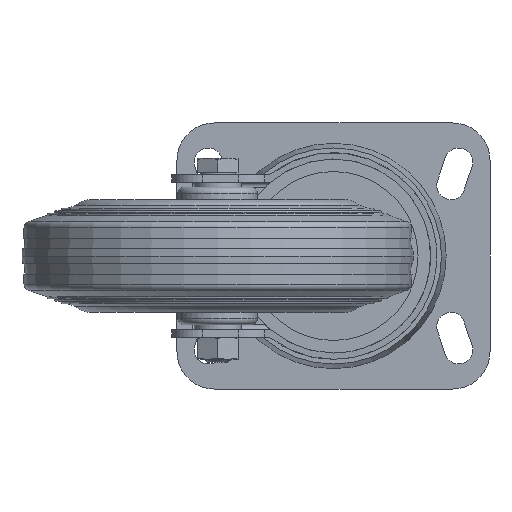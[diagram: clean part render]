
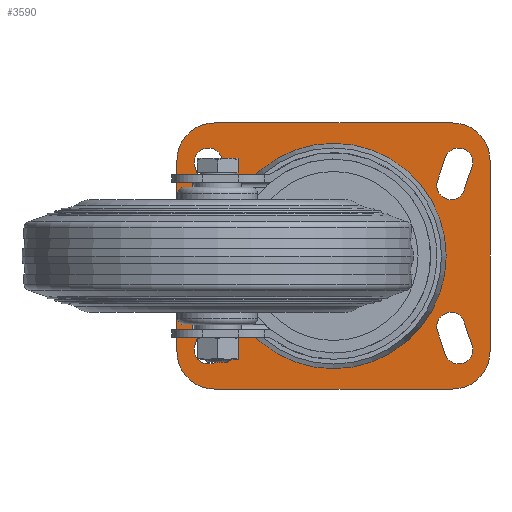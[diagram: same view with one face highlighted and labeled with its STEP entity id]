
A CAD part, front view. The second image highlights one B-rep face of the part: STEP entity #3590.
In plain terms, the highlighted planar face has unit normal (0, -1, 0).
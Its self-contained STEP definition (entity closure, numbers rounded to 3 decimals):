
#247=FACE_BOUND('',#857,.T.);
#248=FACE_BOUND('',#858,.T.);
#249=FACE_BOUND('',#859,.T.);
#250=FACE_BOUND('',#860,.T.);
#251=FACE_BOUND('',#861,.T.);
#421=CIRCLE('',#4148,12.);
#422=CIRCLE('',#4149,12.);
#423=CIRCLE('',#4150,12.);
#424=CIRCLE('',#4151,12.);
#425=CIRCLE('',#4152,35.372);
#426=CIRCLE('',#4153,4.5);
#427=CIRCLE('',#4154,4.5);
#428=CIRCLE('',#4155,4.5);
#429=CIRCLE('',#4156,4.5);
#430=CIRCLE('',#4157,4.5);
#431=CIRCLE('',#4158,4.5);
#432=CIRCLE('',#4159,4.5);
#433=CIRCLE('',#4160,4.5);
#609=FACE_OUTER_BOUND('',#856,.T.);
#856=EDGE_LOOP('',(#2777,#2778,#2779,#2780,#2781,#2782,#2783,#2784));
#857=EDGE_LOOP('',(#2785));
#858=EDGE_LOOP('',(#2786,#2787,#2788,#2789));
#859=EDGE_LOOP('',(#2790,#2791,#2792,#2793));
#860=EDGE_LOOP('',(#2794,#2795,#2796,#2797));
#861=EDGE_LOOP('',(#2798,#2799,#2800,#2801));
#1092=LINE('',#6118,#1315);
#1093=LINE('',#6122,#1316);
#1094=LINE('',#6126,#1317);
#1095=LINE('',#6129,#1318);
#1096=LINE('',#6134,#1319);
#1097=LINE('',#6138,#1320);
#1098=LINE('',#6142,#1321);
#1099=LINE('',#6146,#1322);
#1100=LINE('',#6150,#1323);
#1101=LINE('',#6154,#1324);
#1102=LINE('',#6158,#1325);
#1103=LINE('',#6162,#1326);
#1315=VECTOR('',#5032,1000.);
#1316=VECTOR('',#5035,1000.);
#1317=VECTOR('',#5038,1000.);
#1318=VECTOR('',#5041,1000.);
#1319=VECTOR('',#5044,1000.);
#1320=VECTOR('',#5047,1000.);
#1321=VECTOR('',#5050,1000.);
#1322=VECTOR('',#5053,1000.);
#1323=VECTOR('',#5056,1000.);
#1324=VECTOR('',#5059,1000.);
#1325=VECTOR('',#5062,1000.);
#1326=VECTOR('',#5065,1000.);
#1609=VERTEX_POINT('',#6114);
#1610=VERTEX_POINT('',#6115);
#1611=VERTEX_POINT('',#6117);
#1612=VERTEX_POINT('',#6119);
#1613=VERTEX_POINT('',#6121);
#1614=VERTEX_POINT('',#6123);
#1615=VERTEX_POINT('',#6125);
#1616=VERTEX_POINT('',#6127);
#1617=VERTEX_POINT('',#6130);
#1618=VERTEX_POINT('',#6132);
#1619=VERTEX_POINT('',#6133);
#1620=VERTEX_POINT('',#6135);
#1621=VERTEX_POINT('',#6137);
#1622=VERTEX_POINT('',#6140);
#1623=VERTEX_POINT('',#6141);
#1624=VERTEX_POINT('',#6143);
#1625=VERTEX_POINT('',#6145);
#1626=VERTEX_POINT('',#6148);
#1627=VERTEX_POINT('',#6149);
#1628=VERTEX_POINT('',#6151);
#1629=VERTEX_POINT('',#6153);
#1630=VERTEX_POINT('',#6156);
#1631=VERTEX_POINT('',#6157);
#1632=VERTEX_POINT('',#6159);
#1633=VERTEX_POINT('',#6161);
#2024=EDGE_CURVE('',#1609,#1610,#421,.T.);
#2025=EDGE_CURVE('',#1611,#1609,#1092,.T.);
#2026=EDGE_CURVE('',#1612,#1611,#422,.T.);
#2027=EDGE_CURVE('',#1613,#1612,#1093,.T.);
#2028=EDGE_CURVE('',#1614,#1613,#423,.T.);
#2029=EDGE_CURVE('',#1615,#1614,#1094,.T.);
#2030=EDGE_CURVE('',#1616,#1615,#424,.T.);
#2031=EDGE_CURVE('',#1610,#1616,#1095,.T.);
#2032=EDGE_CURVE('',#1617,#1617,#425,.T.);
#2033=EDGE_CURVE('',#1618,#1619,#1096,.T.);
#2034=EDGE_CURVE('',#1619,#1620,#426,.T.);
#2035=EDGE_CURVE('',#1620,#1621,#1097,.T.);
#2036=EDGE_CURVE('',#1621,#1618,#427,.T.);
#2037=EDGE_CURVE('',#1622,#1623,#1098,.T.);
#2038=EDGE_CURVE('',#1623,#1624,#428,.T.);
#2039=EDGE_CURVE('',#1624,#1625,#1099,.T.);
#2040=EDGE_CURVE('',#1625,#1622,#429,.T.);
#2041=EDGE_CURVE('',#1626,#1627,#1100,.T.);
#2042=EDGE_CURVE('',#1627,#1628,#430,.T.);
#2043=EDGE_CURVE('',#1628,#1629,#1101,.T.);
#2044=EDGE_CURVE('',#1629,#1626,#431,.T.);
#2045=EDGE_CURVE('',#1630,#1631,#1102,.T.);
#2046=EDGE_CURVE('',#1631,#1632,#432,.T.);
#2047=EDGE_CURVE('',#1632,#1633,#1103,.T.);
#2048=EDGE_CURVE('',#1633,#1630,#433,.T.);
#2777=ORIENTED_EDGE('',*,*,#2024,.F.);
#2778=ORIENTED_EDGE('',*,*,#2025,.F.);
#2779=ORIENTED_EDGE('',*,*,#2026,.F.);
#2780=ORIENTED_EDGE('',*,*,#2027,.F.);
#2781=ORIENTED_EDGE('',*,*,#2028,.F.);
#2782=ORIENTED_EDGE('',*,*,#2029,.F.);
#2783=ORIENTED_EDGE('',*,*,#2030,.F.);
#2784=ORIENTED_EDGE('',*,*,#2031,.F.);
#2785=ORIENTED_EDGE('',*,*,#2032,.T.);
#2786=ORIENTED_EDGE('',*,*,#2033,.T.);
#2787=ORIENTED_EDGE('',*,*,#2034,.T.);
#2788=ORIENTED_EDGE('',*,*,#2035,.T.);
#2789=ORIENTED_EDGE('',*,*,#2036,.T.);
#2790=ORIENTED_EDGE('',*,*,#2037,.T.);
#2791=ORIENTED_EDGE('',*,*,#2038,.T.);
#2792=ORIENTED_EDGE('',*,*,#2039,.T.);
#2793=ORIENTED_EDGE('',*,*,#2040,.T.);
#2794=ORIENTED_EDGE('',*,*,#2041,.T.);
#2795=ORIENTED_EDGE('',*,*,#2042,.T.);
#2796=ORIENTED_EDGE('',*,*,#2043,.T.);
#2797=ORIENTED_EDGE('',*,*,#2044,.T.);
#2798=ORIENTED_EDGE('',*,*,#2045,.T.);
#2799=ORIENTED_EDGE('',*,*,#2046,.T.);
#2800=ORIENTED_EDGE('',*,*,#2047,.T.);
#2801=ORIENTED_EDGE('',*,*,#2048,.T.);
#3246=PLANE('',#4147);
#3590=ADVANCED_FACE('',(#609,#247,#248,#249,#250,#251),#3246,.F.);
#4147=AXIS2_PLACEMENT_3D('',#6113,#5028,#5029);
#4148=AXIS2_PLACEMENT_3D('',#6116,#5030,#5031);
#4149=AXIS2_PLACEMENT_3D('',#6120,#5033,#5034);
#4150=AXIS2_PLACEMENT_3D('',#6124,#5036,#5037);
#4151=AXIS2_PLACEMENT_3D('',#6128,#5039,#5040);
#4152=AXIS2_PLACEMENT_3D('',#6131,#5042,#5043);
#4153=AXIS2_PLACEMENT_3D('',#6136,#5045,#5046);
#4154=AXIS2_PLACEMENT_3D('',#6139,#5048,#5049);
#4155=AXIS2_PLACEMENT_3D('',#6144,#5051,#5052);
#4156=AXIS2_PLACEMENT_3D('',#6147,#5054,#5055);
#4157=AXIS2_PLACEMENT_3D('',#6152,#5057,#5058);
#4158=AXIS2_PLACEMENT_3D('',#6155,#5060,#5061);
#4159=AXIS2_PLACEMENT_3D('',#6160,#5063,#5064);
#4160=AXIS2_PLACEMENT_3D('',#6163,#5066,#5067);
#5028=DIRECTION('center_axis',(0.,1.,0.));
#5029=DIRECTION('ref_axis',(0.,0.,1.));
#5030=DIRECTION('center_axis',(0.,1.,0.));
#5031=DIRECTION('ref_axis',(1.,0.,0.));
#5032=DIRECTION('',(-1.,0.,0.));
#5033=DIRECTION('center_axis',(0.,1.,0.));
#5034=DIRECTION('ref_axis',(1.,0.,0.));
#5035=DIRECTION('',(0.,0.,-1.));
#5036=DIRECTION('center_axis',(0.,1.,0.));
#5037=DIRECTION('ref_axis',(1.,0.,0.));
#5038=DIRECTION('',(1.,0.,0.));
#5039=DIRECTION('center_axis',(0.,1.,0.));
#5040=DIRECTION('ref_axis',(1.,0.,0.));
#5041=DIRECTION('',(0.,0.,1.));
#5042=DIRECTION('center_axis',(0.,1.,0.));
#5043=DIRECTION('ref_axis',(0.,0.,1.));
#5044=DIRECTION('',(-0.316,0.,0.949));
#5045=DIRECTION('center_axis',(0.,1.,0.));
#5046=DIRECTION('ref_axis',(1.,0.,0.));
#5047=DIRECTION('',(0.316,0.,-0.949));
#5048=DIRECTION('center_axis',(0.,1.,0.));
#5049=DIRECTION('ref_axis',(1.,0.,0.));
#5050=DIRECTION('',(-0.316,0.,-0.949));
#5051=DIRECTION('center_axis',(0.,1.,0.));
#5052=DIRECTION('ref_axis',(1.,0.,0.));
#5053=DIRECTION('',(0.316,0.,0.949));
#5054=DIRECTION('center_axis',(0.,1.,0.));
#5055=DIRECTION('ref_axis',(1.,0.,0.));
#5056=DIRECTION('',(-0.316,0.,0.949));
#5057=DIRECTION('center_axis',(0.,1.,0.));
#5058=DIRECTION('ref_axis',(1.,0.,0.));
#5059=DIRECTION('',(0.316,0.,-0.949));
#5060=DIRECTION('center_axis',(0.,1.,0.));
#5061=DIRECTION('ref_axis',(1.,0.,0.));
#5062=DIRECTION('',(-0.316,0.,-0.949));
#5063=DIRECTION('center_axis',(0.,1.,0.));
#5064=DIRECTION('ref_axis',(1.,0.,0.));
#5065=DIRECTION('',(0.316,0.,0.949));
#5066=DIRECTION('center_axis',(0.,1.,0.));
#5067=DIRECTION('ref_axis',(1.,0.,0.));
#6113=CARTESIAN_POINT('Origin',(-1.,91.,-30.5));
#6114=CARTESIAN_POINT('',(-1.,91.,-42.5));
#6115=CARTESIAN_POINT('',(-13.,91.,-30.5));
#6116=CARTESIAN_POINT('Origin',(-1.,91.,-30.5));
#6117=CARTESIAN_POINT('',(75.,91.,-42.5));
#6118=CARTESIAN_POINT('',(75.,91.,-42.5));
#6119=CARTESIAN_POINT('',(87.,91.,-30.5));
#6120=CARTESIAN_POINT('Origin',(75.,91.,-30.5));
#6121=CARTESIAN_POINT('',(87.,91.,30.5));
#6122=CARTESIAN_POINT('',(87.,91.,30.5));
#6123=CARTESIAN_POINT('',(75.,91.,42.5));
#6124=CARTESIAN_POINT('Origin',(75.,91.,30.5));
#6125=CARTESIAN_POINT('',(-1.,91.,42.5));
#6126=CARTESIAN_POINT('',(-1.,91.,42.5));
#6127=CARTESIAN_POINT('',(-13.,91.,30.5));
#6128=CARTESIAN_POINT('Origin',(-1.,91.,30.5));
#6129=CARTESIAN_POINT('',(-13.,91.,-30.5));
#6130=CARTESIAN_POINT('',(37.,91.,-35.372));
#6131=CARTESIAN_POINT('Origin',(37.,91.,0.));
#6132=CARTESIAN_POINT('',(-4.769,91.,21.077));
#6133=CARTESIAN_POINT('',(-7.269,91.,28.577));
#6134=CARTESIAN_POINT('',(-4.769,91.,21.077));
#6135=CARTESIAN_POINT('',(1.269,91.,31.423));
#6136=CARTESIAN_POINT('Origin',(-3.,91.,30.));
#6137=CARTESIAN_POINT('',(3.769,91.,23.923));
#6138=CARTESIAN_POINT('',(1.269,91.,31.423));
#6139=CARTESIAN_POINT('Origin',(-0.5,91.,22.5));
#6140=CARTESIAN_POINT('',(3.769,91.,-23.923));
#6141=CARTESIAN_POINT('',(1.269,91.,-31.423));
#6142=CARTESIAN_POINT('',(3.769,91.,-23.923));
#6143=CARTESIAN_POINT('',(-7.269,91.,-28.577));
#6144=CARTESIAN_POINT('Origin',(-3.,91.,-30.));
#6145=CARTESIAN_POINT('',(-4.769,91.,-21.077));
#6146=CARTESIAN_POINT('',(-7.269,91.,-28.577));
#6147=CARTESIAN_POINT('Origin',(-0.5,91.,-22.5));
#6148=CARTESIAN_POINT('',(72.731,91.,-31.423));
#6149=CARTESIAN_POINT('',(70.231,91.,-23.923));
#6150=CARTESIAN_POINT('',(72.731,91.,-31.423));
#6151=CARTESIAN_POINT('',(78.769,91.,-21.077));
#6152=CARTESIAN_POINT('Origin',(74.5,91.,-22.5));
#6153=CARTESIAN_POINT('',(81.269,91.,-28.577));
#6154=CARTESIAN_POINT('',(78.769,91.,-21.077));
#6155=CARTESIAN_POINT('Origin',(77.,91.,-30.));
#6156=CARTESIAN_POINT('',(81.269,91.,28.577));
#6157=CARTESIAN_POINT('',(78.769,91.,21.077));
#6158=CARTESIAN_POINT('',(81.269,91.,28.577));
#6159=CARTESIAN_POINT('',(70.231,91.,23.923));
#6160=CARTESIAN_POINT('Origin',(74.5,91.,22.5));
#6161=CARTESIAN_POINT('',(72.731,91.,31.423));
#6162=CARTESIAN_POINT('',(70.231,91.,23.923));
#6163=CARTESIAN_POINT('Origin',(77.,91.,30.));
